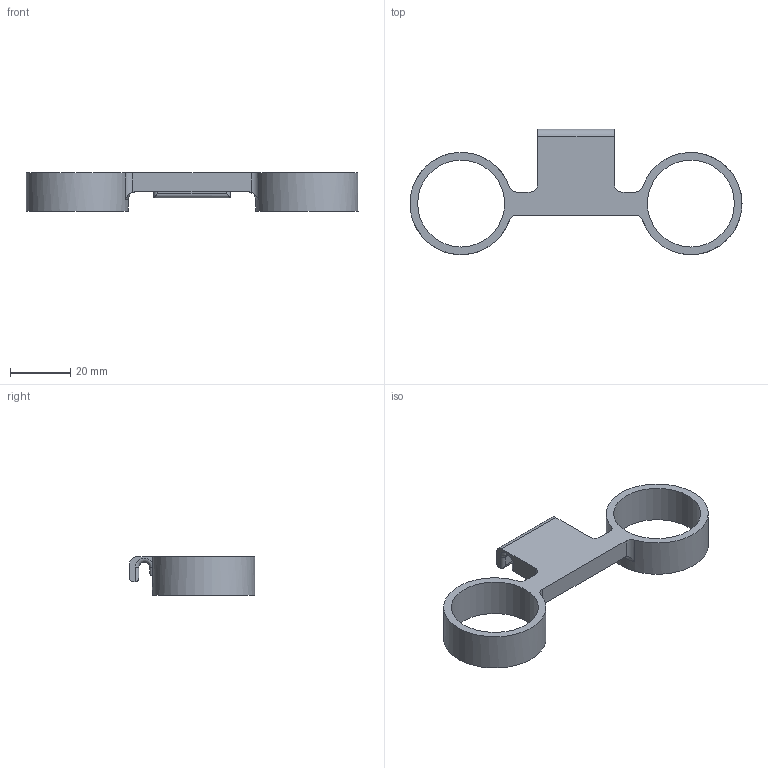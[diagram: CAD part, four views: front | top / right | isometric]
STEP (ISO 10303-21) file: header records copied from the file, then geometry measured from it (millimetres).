
FILE_DESCRIPTION(/* description */ (''),/* implementation_level */ '2;1');
FILE_NAME(/* name */ '30_top_double_tube_adpter.stl.stp',/* time_stamp */ '2022-04-27T09:26:05-04:00',/* author */ (''),/* organization */ (''),/* preprocessor_version */ 'ST-DEVELOPER v18.102',/* originating_system */ 'SIEMENS PLM Software NX 2023',/* authorisation */ '');
FILE_SCHEMA (('AP203_CONFIGURATION_CONTROLLED_3D_DESIGN_OF_MECHANICAL_PARTS_AND_ASSEMBLIES_MIM_LF { 1 0 10303 403 2 1 2}'));
Length unit declared in the file: inch
Products named in the file (1): BOX_design_2_bottle_adapter_for_file_export_objects
Bounding box: 110.11 x 41.59 x 12.7 mm (x, y, z)
Volume: 10339.8 mm3; surface area: 8893.5 mm2
Topology: 1 solids, 1 shells, 41 faces, 106 edges, 68 vertices
Faces by surface type: cylinder 19, plane 18, torus 4
Full cylindrical faces by diameter (mm): 28.829 x2, 33.909 x2
Entity records: 1378 total; most frequent: CARTESIAN_POINT 281, DIRECTION 214, ORIENTED_EDGE 200, EDGE_CURVE 100, AXIS2_PLACEMENT_3D 79, VERTEX_POINT 66, LINE 56, VECTOR 56
